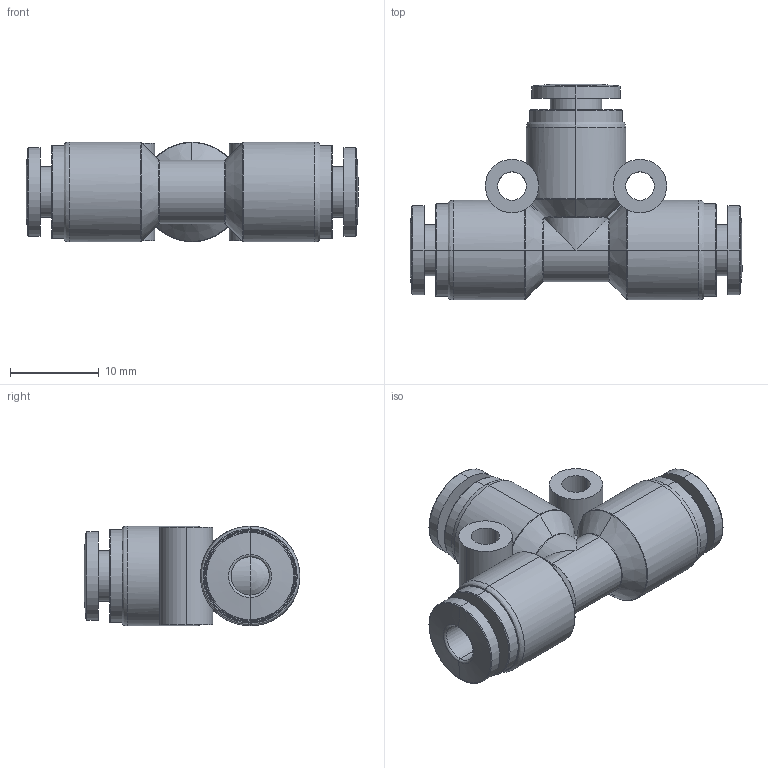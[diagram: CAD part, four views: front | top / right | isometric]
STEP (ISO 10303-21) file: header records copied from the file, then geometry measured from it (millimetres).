
FILE_DESCRIPTION (( 'STEP AP214' ), '1' );
FILE_NAME ('276-8638-001 Simplified Model.STEP', '2023-07-27T21:40:56', ( '' ), ( '' ), 'SwSTEP 2.0', 'SolidWorks 2021', '' );
FILE_SCHEMA (( 'AUTOMOTIVE_DESIGN' ));
Length unit declared in the file: millimetre
Products named in the file (1): 276-8638-001 Simplified Model
Bounding box: 37.35 x 24.28 x 11.2 mm (x, y, z)
Volume: 3300.5 mm3; surface area: 4417.6 mm2
Topology: 7 solids, 12 shells, 186 faces, 417 edges, 257 vertices
Faces by surface type: cylinder 79, plane 42, torus 36, cone 15, sphere 8, bspline 6
Entity records: 6473 total; most frequent: CARTESIAN_POINT 2296, DIRECTION 896, ORIENTED_EDGE 816, EDGE_CURVE 408, AXIS2_PLACEMENT_3D 389, VERTEX_POINT 252, EDGE_LOOP 208, CIRCLE 208
